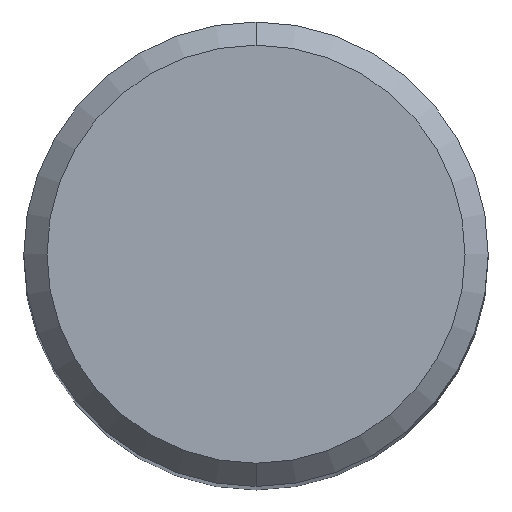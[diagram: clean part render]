
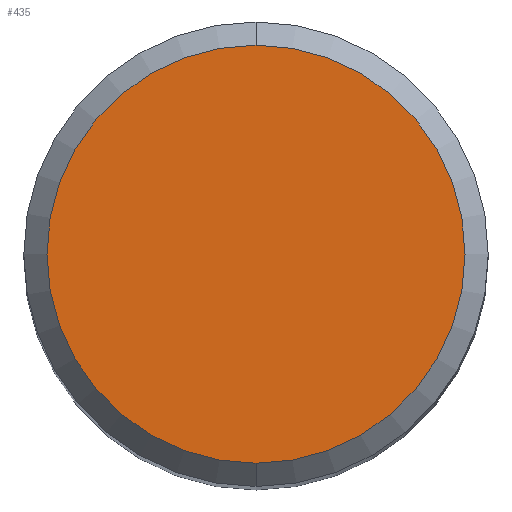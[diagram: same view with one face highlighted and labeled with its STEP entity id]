
A CAD part, top view. The second image highlights one B-rep face of the part: STEP entity #435.
In plain terms, the highlighted planar face has unit normal (0, 0, 1).
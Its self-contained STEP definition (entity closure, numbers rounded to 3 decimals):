
#419=EDGE_CURVE('',#613,#789,#1038,.T.);
#435=ADVANCED_FACE('',(#1055),#1056,.T.);
#613=VERTEX_POINT('',#1247);
#657=EDGE_CURVE('',#789,#613,#1299,.T.);
#789=VERTEX_POINT('',#1441);
#1038=CIRCLE('',#1936,5.4);
#1055=FACE_OUTER_BOUND('',#2005,.T.);
#1056=PLANE('',#2006);
#1247=CARTESIAN_POINT('',(0.0,5.4,0.0));
#1299=CIRCLE('',#3437,5.4);
#1441=CARTESIAN_POINT('',(0.,-5.4,0.0));
#1936=AXIS2_PLACEMENT_3D('',#6024,#6025,#6026);
#2005=EDGE_LOOP('',(#6048,#6049));
#2006=AXIS2_PLACEMENT_3D('',#6050,#6051,#6052);
#3437=AXIS2_PLACEMENT_3D('',#6320,#6321,#6322);
#6024=CARTESIAN_POINT('',(0.0,0.0,0.0));
#6025=DIRECTION('',(0.0,0.0,-1.0));
#6026=DIRECTION('',(0.0,1.0,0.0));
#6048=ORIENTED_EDGE('',*,*,#419,.F.);
#6049=ORIENTED_EDGE('',*,*,#657,.F.);
#6050=CARTESIAN_POINT('',(0.0,2.7,0.0));
#6051=DIRECTION('',(-0.0,0.0,1.0));
#6052=DIRECTION('',(0.0,-1.0,0.0));
#6320=CARTESIAN_POINT('',(0.0,0.0,0.0));
#6321=DIRECTION('',(0.0,0.0,-1.0));
#6322=DIRECTION('',(0.0,1.0,0.0));
